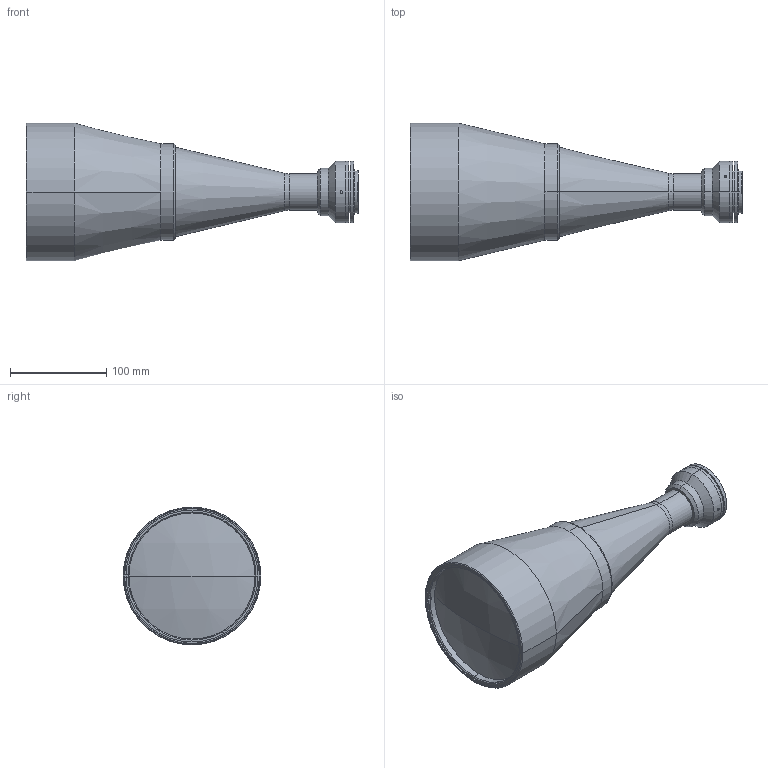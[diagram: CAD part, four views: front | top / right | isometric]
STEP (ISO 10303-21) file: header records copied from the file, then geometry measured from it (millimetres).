
FILE_DESCRIPTION (( 'STEP AP214' ), '1' );
FILE_NAME ('TC2M096HR-F.STEP', '2014-06-03T12:39:04', ( 'piermario' ), ( '' ), 'SwSTEP 2.0', 'SolidWorks 2013', '' );
FILE_SCHEMA (( 'AUTOMOTIVE_DESIGN' ));
Length unit declared in the file: millimetre
Products named in the file (1): TC2M096HR-F
Bounding box: 344.67 x 143 x 143 mm (x, y, z)
Surface area: 149954.9 mm2 (no closed solid volume)
Topology: 0 solids, 14 shells, 155 faces, 457 edges, 315 vertices
Faces by surface type: cylinder 60, plane 57, cone 22, torus 12, sphere 4
Entity records: 7158 total; most frequent: CARTESIAN_POINT 1204, DIRECTION 968, ORIENTED_EDGE 747, EDGE_CURVE 457, AXIS2_PLACEMENT_3D 383, VERTEX_POINT 315, CIRCLE 227, VECTOR 202
